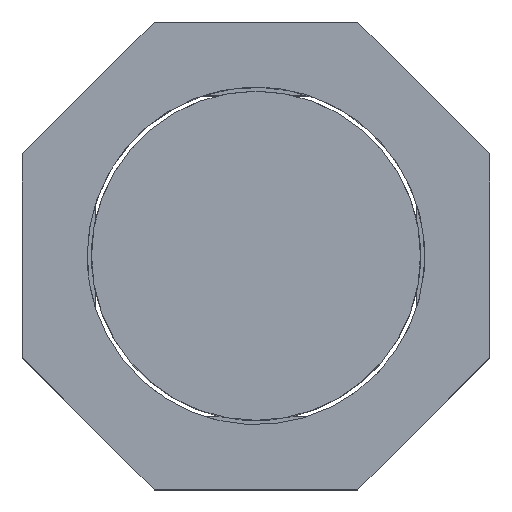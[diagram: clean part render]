
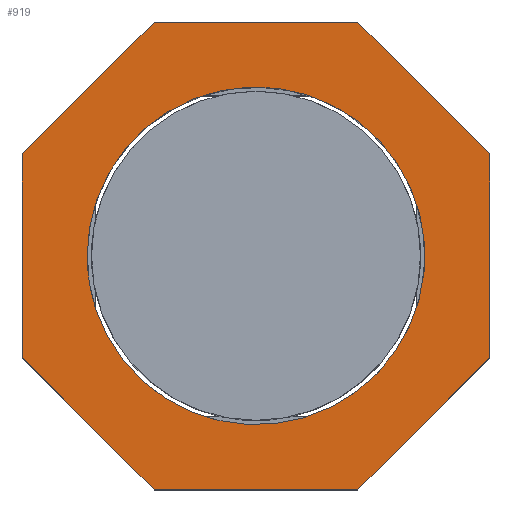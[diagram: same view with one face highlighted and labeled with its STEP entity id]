
A CAD part, top view. The second image highlights one B-rep face of the part: STEP entity #919.
In plain terms, the highlighted planar face has unit normal (0, 0, 1).
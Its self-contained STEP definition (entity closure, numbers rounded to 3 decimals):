
#17=FACE_BOUND($,#136,.T.);
#20=CIRCLE($,#983,1.95);
#79=FACE_OUTER_BOUND($,#135,.T.);
#135=EDGE_LOOP($,(#757,#758,#759,#760,#761,#762,#763,#764));
#136=EDGE_LOOP($,(#765));
#226=LINE($,#1416,#338);
#230=LINE($,#1425,#342);
#233=LINE($,#1436,#345);
#236=LINE($,#1442,#348);
#240=LINE($,#1451,#352);
#245=LINE($,#1458,#357);
#246=LINE($,#1459,#358);
#247=LINE($,#1460,#359);
#338=VECTOR($,#1154,2.154);
#342=VECTOR($,#1160,2.154);
#345=VECTOR($,#1171,2.354);
#348=VECTOR($,#1176,2.154);
#352=VECTOR($,#1182,2.154);
#357=VECTOR($,#1191,2.354);
#358=VECTOR($,#1192,2.354);
#359=VECTOR($,#1193,2.354);
#426=VERTEX_POINT($,#1413);
#427=VERTEX_POINT($,#1415);
#430=VERTEX_POINT($,#1422);
#431=VERTEX_POINT($,#1424);
#433=VERTEX_POINT($,#1430);
#435=VERTEX_POINT($,#1435);
#437=VERTEX_POINT($,#1441);
#440=VERTEX_POINT($,#1448);
#441=VERTEX_POINT($,#1450);
#533=EDGE_CURVE($,#427,#426,#226,.T.);
#537=EDGE_CURVE($,#431,#430,#230,.T.);
#540=EDGE_CURVE($,#433,#433,#20,.T.);
#542=EDGE_CURVE($,#435,#431,#233,.T.);
#545=EDGE_CURVE($,#437,#435,#236,.T.);
#549=EDGE_CURVE($,#441,#440,#240,.T.);
#554=EDGE_CURVE($,#430,#427,#245,.T.);
#555=EDGE_CURVE($,#426,#441,#246,.T.);
#556=EDGE_CURVE($,#440,#437,#247,.T.);
#757=ORIENTED_EDGE($,*,*,#537,.T.);
#758=ORIENTED_EDGE($,*,*,#554,.T.);
#759=ORIENTED_EDGE($,*,*,#533,.T.);
#760=ORIENTED_EDGE($,*,*,#555,.T.);
#761=ORIENTED_EDGE($,*,*,#549,.T.);
#762=ORIENTED_EDGE($,*,*,#556,.T.);
#763=ORIENTED_EDGE($,*,*,#545,.T.);
#764=ORIENTED_EDGE($,*,*,#542,.T.);
#765=ORIENTED_EDGE($,*,*,#540,.T.);
#866=PLANE($,#988);
#919=ADVANCED_FACE($,(#79,#17),#866,.T.);
#983=AXIS2_PLACEMENT_3D($,#1431,#1166,#1167);
#988=AXIS2_PLACEMENT_3D($,#1457,#1189,#1190);
#1154=DIRECTION($,(0.707,-0.707,0.));
#1160=DIRECTION($,(-0.707,-0.707,0.));
#1166=DIRECTION('center_axis',(0.,0.,-1.));
#1167=DIRECTION('ref_axis',(1.,0.,0.));
#1171=DIRECTION($,(-1.,0.,0.));
#1176=DIRECTION($,(-0.707,0.707,0.));
#1182=DIRECTION($,(0.707,0.707,0.));
#1189=DIRECTION('center_axis',(0.,0.,1.));
#1190=DIRECTION('ref_axis',(1.,0.,0.));
#1191=DIRECTION($,(0.,-1.,0.));
#1192=DIRECTION($,(1.,0.,0.));
#1193=DIRECTION($,(0.,1.,0.));
#1413=CARTESIAN_POINT('',(-1.177,-2.7,2.8));
#1415=CARTESIAN_POINT('',(-2.7,-1.177,2.8));
#1416=CARTESIAN_POINT($,(-2.7,-1.177,2.8));
#1422=CARTESIAN_POINT('',(-2.7,1.177,2.8));
#1424=CARTESIAN_POINT('',(-1.177,2.7,2.8));
#1425=CARTESIAN_POINT($,(-1.177,2.7,2.8));
#1430=CARTESIAN_POINT('',(-1.95,0.,2.8));
#1431=CARTESIAN_POINT('Origin',(0.,0.,2.8));
#1435=CARTESIAN_POINT('',(1.177,2.7,2.8));
#1436=CARTESIAN_POINT($,(1.077,2.7,2.8));
#1441=CARTESIAN_POINT('',(2.7,1.177,2.8));
#1442=CARTESIAN_POINT($,(2.7,1.177,2.8));
#1448=CARTESIAN_POINT('',(2.7,-1.177,2.8));
#1450=CARTESIAN_POINT('',(1.177,-2.7,2.8));
#1451=CARTESIAN_POINT($,(1.177,-2.7,2.8));
#1457=CARTESIAN_POINT('Origin',(0.,0.,2.8));
#1458=CARTESIAN_POINT($,(-2.7,1.077,2.8));
#1459=CARTESIAN_POINT($,(-1.077,-2.7,2.8));
#1460=CARTESIAN_POINT($,(2.7,-1.077,2.8));
